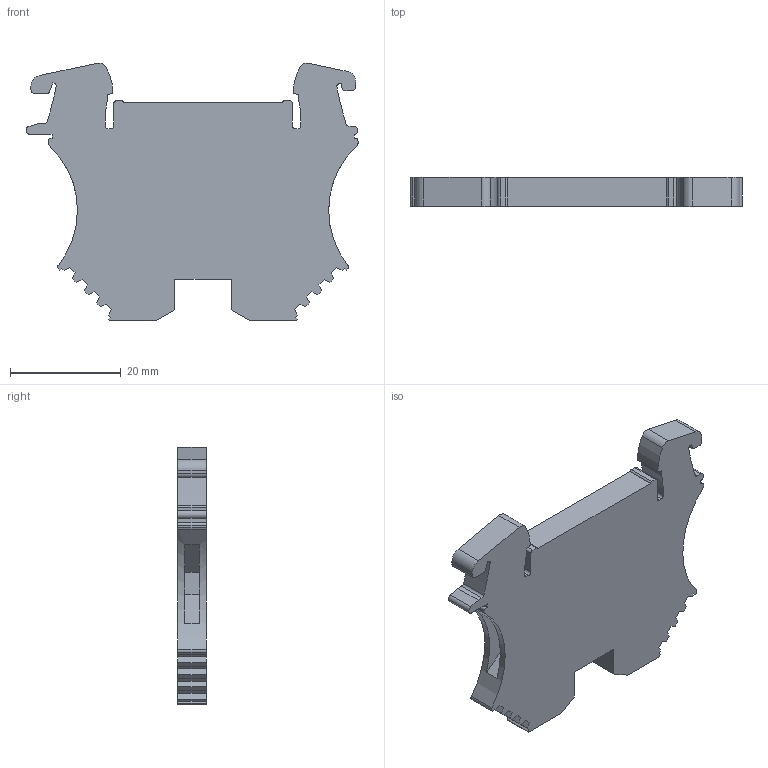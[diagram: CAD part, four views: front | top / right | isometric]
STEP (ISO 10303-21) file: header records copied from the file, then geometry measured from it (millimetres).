
FILE_DESCRIPTION((''),'2;1');
FILE_NAME('PRT0002','2023-02-08T',('Administrator'),(''),'PRO/ENGINEER BY PARAMETRIC TECHNOLOGY CORPORATION, 2013230','PRO/ENGINEER BY PARAMETRIC TECHNOLOGY CORPORATION, 2013230','');
FILE_SCHEMA(('CONFIG_CONTROL_DESIGN'));
Length unit declared in the file: millimetre
Products named in the file (1): PRT0002
Bounding box: 60 x 5.2 x 46.6 mm (x, y, z)
Volume: 9364.3 mm3; surface area: 5865.6 mm2
Topology: 1 solids, 1 shells, 140 faces, 402 edges, 268 vertices
Faces by surface type: plane 94, cylinder 46
Entity records: 4620 total; most frequent: CARTESIAN_POINT 810, ORIENTED_EDGE 804, DIRECTION 778, EDGE_CURVE 402, VECTOR 306, LINE 306, VERTEX_POINT 268, AXIS2_PLACEMENT_3D 236
